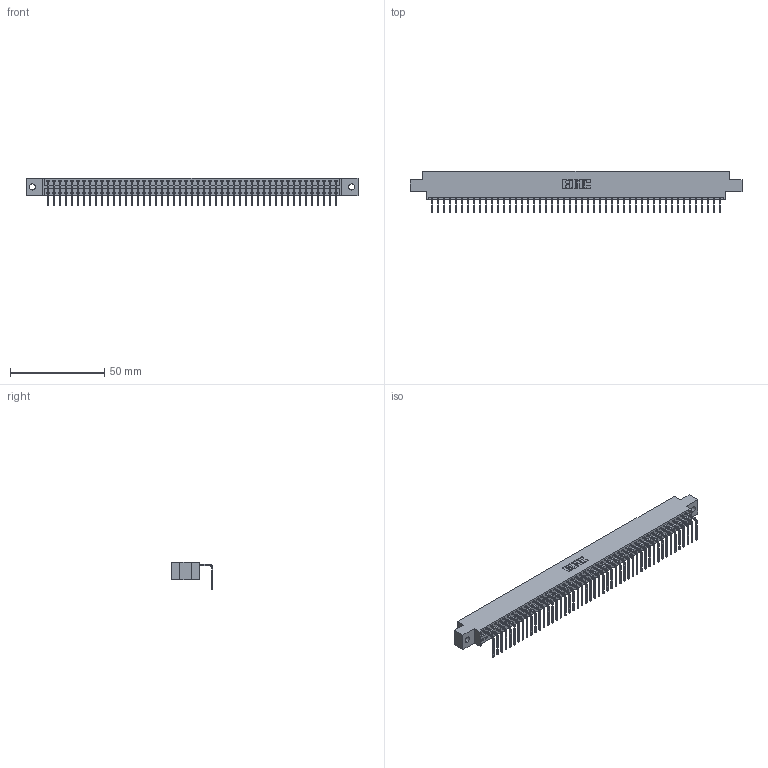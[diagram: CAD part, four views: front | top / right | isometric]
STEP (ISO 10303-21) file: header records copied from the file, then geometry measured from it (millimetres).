
FILE_DESCRIPTION (( 'STEP AP203' ), '1' );
FILE_NAME ('346-049-558-602.STEP', '2022-05-10T02:05:35', ( '' ), ( '' ), 'SwSTEP 2.0', 'SolidWorks 2020', '' );
FILE_SCHEMA (( 'CONFIG_CONTROL_DESIGN' ));
Length unit declared in the file: inch
Products named in the file (3): 346-049-558-602; 345-292-001_558 Tail - 2; 346 Part_0.170 Offset - 0.128 Dia
Assembly tree (50 placements, depth 2):
  346-049-558-602
    346 Part_0.170 Offset - 0.128 Dia
    345-292-001_558 Tail - 2  x49
Bounding box: 176.15 x 22.16 x 14.73 mm (x, y, z)
Volume: 16881.5 mm3; surface area: 22038.3 mm2
Topology: 50 solids, 50 shells, 3066 faces, 9259 edges, 6106 vertices
Faces by surface type: plane 2138, cylinder 928
Entity records: 29687 total; most frequent: CARTESIAN_POINT 5095, ORIENTED_EDGE 5078, DIRECTION 4485, EDGE_CURVE 2539, LINE 2211, VECTOR 2211, VERTEX_POINT 1690, AXIS2_PLACEMENT_3D 1137
